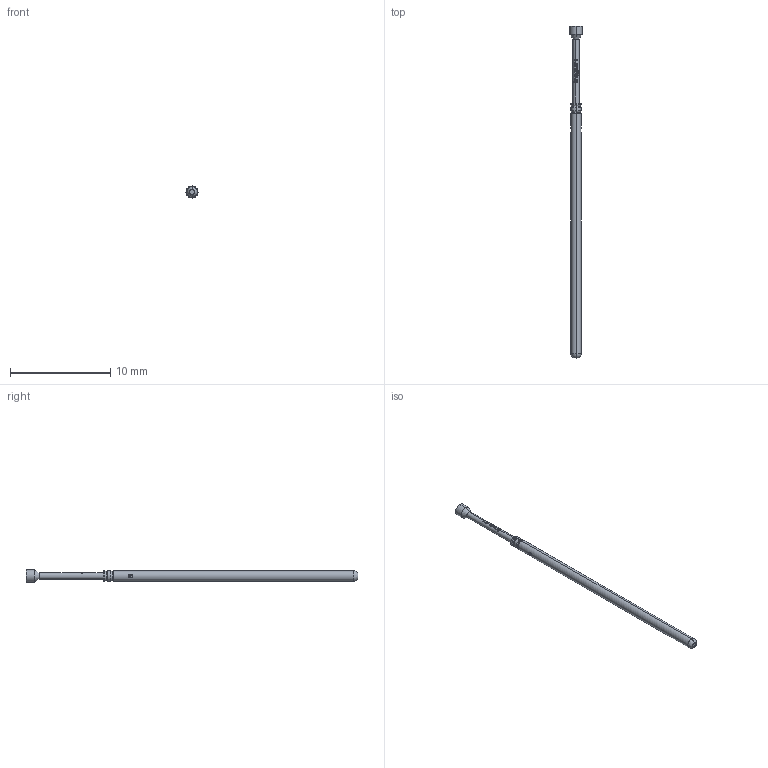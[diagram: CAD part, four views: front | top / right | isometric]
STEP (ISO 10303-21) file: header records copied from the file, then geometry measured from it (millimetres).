
FILE_DESCRIPTION (( 'STEP AP203' ), '1' );
FILE_NAME ('INGUN_HMS-075_302_120_A.STEP', '2022-02-03T08:03:52', ( 'ochi' ), ( '' ), 'SwSTEP 2.0', 'SolidWorks 2018', '' );
FILE_SCHEMA (( 'CONFIG_CONTROL_DESIGN' ));
Length unit declared in the file: millimetre
Products named in the file (1): INGUN_HMS-075_302_120_A
Bounding box: 1.2 x 33.1 x 1.2 mm (x, y, z)
Volume: 23.8 mm3; surface area: 101 mm2
Topology: 1 solids, 1 shells, 104 faces, 274 edges, 176 vertices
Faces by surface type: plane 35, cylinder 31, bspline 26, torus 10, cone 2
Entity records: 4712 total; most frequent: CARTESIAN_POINT 2512, ORIENTED_EDGE 548, EDGE_CURVE 274, DIRECTION 274, B_SPLINE_CURVE_WITH_KNOTS 200, VERTEX_POINT 176, AXIS2_PLACEMENT_3D 121, EDGE_LOOP 108
